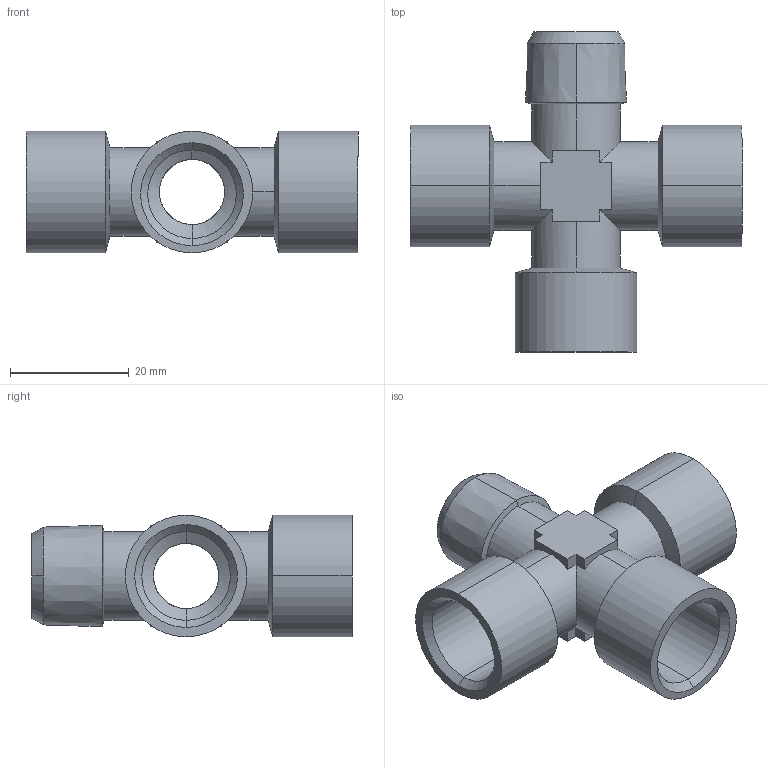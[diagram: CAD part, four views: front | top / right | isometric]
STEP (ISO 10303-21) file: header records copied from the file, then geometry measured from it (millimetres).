
FILE_DESCRIPTION (( 'STEP AP214' ), '1' );
FILE_NAME ('DRF.M3F03.STEP', '2018-09-03T09:50:37', ( '' ), ( '' ), 'SwSTEP 2.0', 'SolidWorks 2018', '' );
FILE_SCHEMA (( 'AUTOMOTIVE_DESIGN' ));
Length unit declared in the file: millimetre
Products named in the file (1): DRF.M3F03
Bounding box: 56 x 54 x 20.5 mm (x, y, z)
Volume: 11611.4 mm3; surface area: 9963.2 mm2
Topology: 1 solids, 1 shells, 84 faces, 206 edges, 122 vertices
Faces by surface type: plane 30, cylinder 28, cone 26
Entity records: 2629 total; most frequent: CARTESIAN_POINT 600, DIRECTION 436, ORIENTED_EDGE 412, EDGE_CURVE 206, AXIS2_PLACEMENT_3D 159, VERTEX_POINT 122, LINE 118, VECTOR 118
